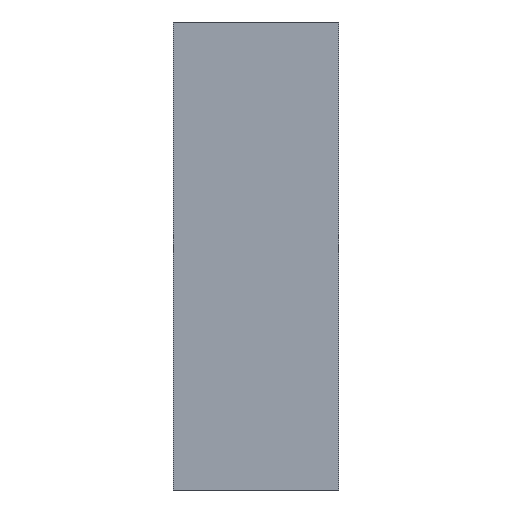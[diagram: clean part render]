
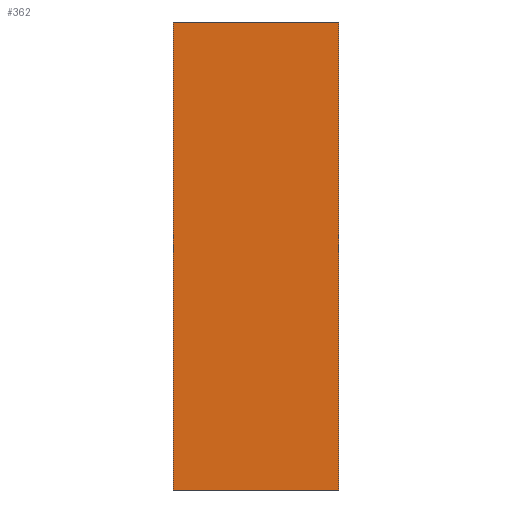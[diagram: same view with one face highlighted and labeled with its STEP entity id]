
A CAD part, front view. The second image highlights one B-rep face of the part: STEP entity #362.
In plain terms, the highlighted planar face has unit normal (0, -1, 0).
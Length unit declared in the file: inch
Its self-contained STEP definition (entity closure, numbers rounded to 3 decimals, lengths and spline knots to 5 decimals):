
#13 = DIRECTION ( 'NONE',  ( 1., 0., 0. ) ) ;
#201 = LINE ( 'NONE', #1383, #394 ) ;
#226 = ORIENTED_EDGE ( 'NONE', *, *, #1924, .F. ) ;
#362 = ADVANCED_FACE ( 'NONE', ( #740 ), #1835, .F. ) ;
#394 = VECTOR ( 'NONE', #13, 39.37008 ) ;
#469 = LINE ( 'NONE', #635, #1320 ) ;
#635 = CARTESIAN_POINT ( 'NONE',  ( 0., 0., 0. ) ) ;
#740 = FACE_OUTER_BOUND ( 'NONE', #1807, .T. ) ;
#744 = ORIENTED_EDGE ( 'NONE', *, *, #1473, .F. ) ;
#784 = CARTESIAN_POINT ( 'NONE',  ( 0., 0., 7.71087 ) ) ;
#816 = ORIENTED_EDGE ( 'NONE', *, *, #1713, .F. ) ;
#822 = EDGE_CURVE ( 'NONE', #1310, #1437, #469, .T. ) ;
#1043 = CARTESIAN_POINT ( 'NONE',  ( 0., 0., 0. ) ) ;
#1067 = CARTESIAN_POINT ( 'NONE',  ( 0., 0., 0. ) ) ;
#1090 = VERTEX_POINT ( 'NONE', #1352 ) ;
#1165 = VECTOR ( 'NONE', #1179, 39.37008 ) ;
#1179 = DIRECTION ( 'NONE',  ( -1., 0., 0. ) ) ;
#1186 = DIRECTION ( 'NONE',  ( 0., 0., 1. ) ) ;
#1247 = CARTESIAN_POINT ( 'NONE',  ( -2.7325, 0., 7.71087 ) ) ;
#1308 = CARTESIAN_POINT ( 'NONE',  ( -2.7325, 0., 0. ) ) ;
#1310 = VERTEX_POINT ( 'NONE', #784 ) ;
#1320 = VECTOR ( 'NONE', #1682, 39.37008 ) ;
#1352 = CARTESIAN_POINT ( 'NONE',  ( -2.7325, 0., 0. ) ) ;
#1368 = DIRECTION ( 'NONE',  ( 0., 0., 1. ) ) ;
#1383 = CARTESIAN_POINT ( 'NONE',  ( 0., 0., 7.71087 ) ) ;
#1389 = VECTOR ( 'NONE', #1186, 39.37008 ) ;
#1437 = VERTEX_POINT ( 'NONE', #1574 ) ;
#1473 = EDGE_CURVE ( 'NONE', #1090, #1749, #1650, .T. ) ;
#1509 = LINE ( 'NONE', #1067, #1165 ) ;
#1574 = CARTESIAN_POINT ( 'NONE',  ( 0., 0., 0. ) ) ;
#1650 = LINE ( 'NONE', #1308, #1389 ) ;
#1682 = DIRECTION ( 'NONE',  ( 0., 0., -1. ) ) ;
#1683 = AXIS2_PLACEMENT_3D ( 'NONE', #1043, #1957, #1368 ) ;
#1713 = EDGE_CURVE ( 'NONE', #1749, #1310, #201, .T. ) ;
#1749 = VERTEX_POINT ( 'NONE', #1247 ) ;
#1807 = EDGE_LOOP ( 'NONE', ( #2012, #816, #744, #226 ) ) ;
#1835 = PLANE ( 'NONE',  #1683 ) ;
#1924 = EDGE_CURVE ( 'NONE', #1437, #1090, #1509, .T. ) ;
#1957 = DIRECTION ( 'NONE',  ( 0., 1., 0. ) ) ;
#2012 = ORIENTED_EDGE ( 'NONE', *, *, #822, .F. ) ;
